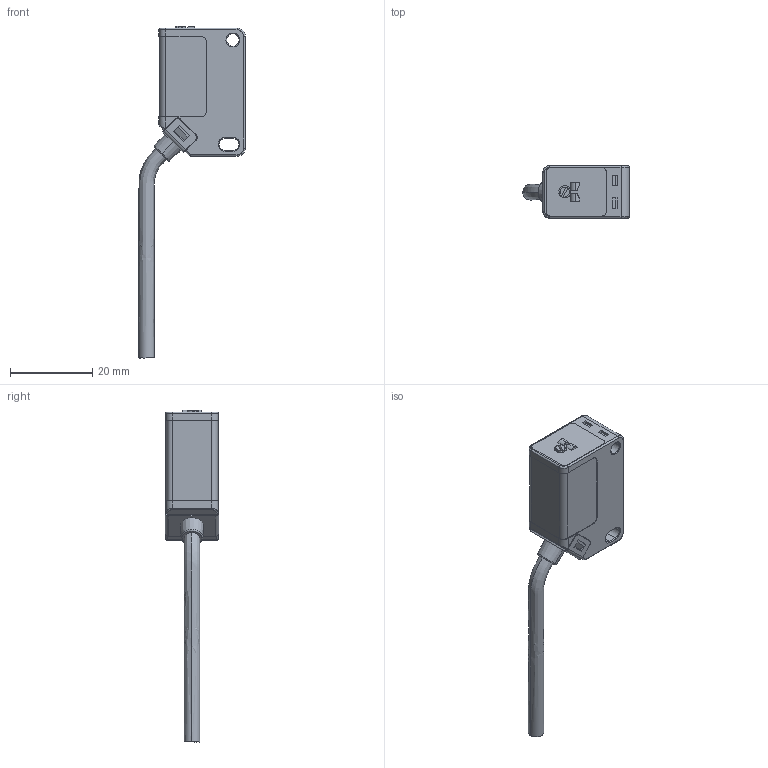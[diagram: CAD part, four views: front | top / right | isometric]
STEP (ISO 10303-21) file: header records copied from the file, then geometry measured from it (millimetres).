
FILE_DESCRIPTION (( 'STEP AP214' ), '1' );
FILE_NAME ('QMIHD-0N-0A.step', '2018-04-12T20:43:10', ( '' ), ( '' ), 'SwSTEP 2.0', 'SolidWorks 2017', '' );
FILE_SCHEMA (( 'AUTOMOTIVE_DESIGN' ));
Length unit declared in the file: inch
Products named in the file (1): QMIHD-0N-0A
Bounding box: 25.91 x 13.01 x 80.81 mm (x, y, z)
Volume: 7701.7 mm3; surface area: 5377.9 mm2
Topology: 8 solids, 8 shells, 236 faces, 592 edges, 382 vertices
Faces by surface type: plane 123, cylinder 89, bspline 14, cone 10
Entity records: 11617 total; most frequent: CARTESIAN_POINT 2726, DIRECTION 1191, ORIENTED_EDGE 1180, EDGE_CURVE 590, AXIS2_PLACEMENT_3D 411, VERTEX_POINT 382, VECTOR 369, LINE 369
